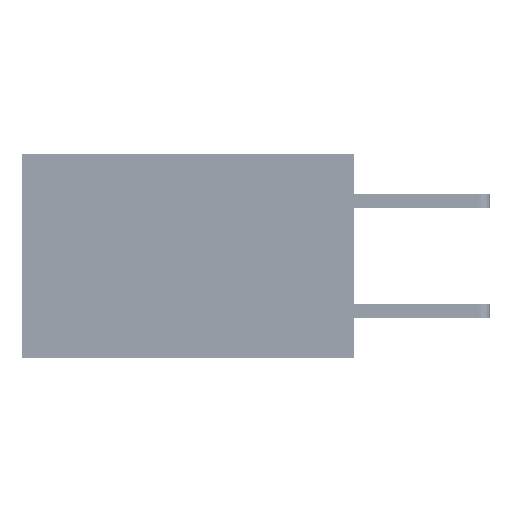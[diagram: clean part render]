
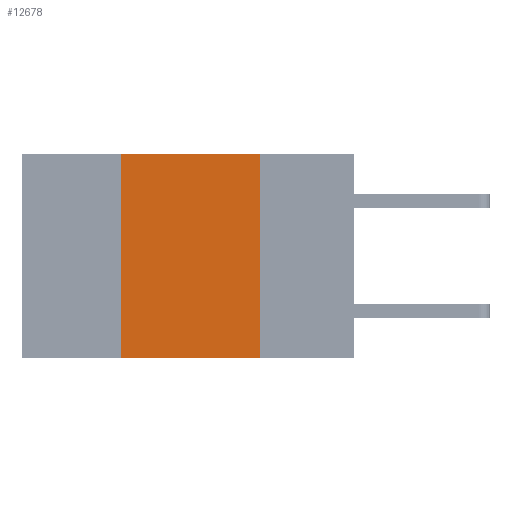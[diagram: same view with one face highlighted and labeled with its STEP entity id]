
A CAD part, left-side view. The second image highlights one B-rep face of the part: STEP entity #12678.
In plain terms, the highlighted planar face has unit normal (-1, 0, 0).
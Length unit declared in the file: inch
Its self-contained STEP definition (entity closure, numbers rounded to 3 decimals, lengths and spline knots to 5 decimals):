
#1519 = LINE ( 'NONE', #33164, #23012 ) ;
#1797 = ORIENTED_EDGE ( 'NONE', *, *, #9077, .F. ) ;
#5854 = VECTOR ( 'NONE', #25704, 39.37008 ) ;
#6619 = ORIENTED_EDGE ( 'NONE', *, *, #37683, .T. ) ;
#6721 = CARTESIAN_POINT ( 'NONE',  ( 0., 0.42, -0.37 ) ) ;
#7070 = EDGE_LOOP ( 'NONE', ( #27399, #15000, #1797, #6619 ) ) ;
#7612 = CARTESIAN_POINT ( 'NONE',  ( 0., 0.42, 0. ) ) ;
#7886 = VERTEX_POINT ( 'NONE', #8054 ) ;
#8054 = CARTESIAN_POINT ( 'NONE',  ( 0., 0.17, 0. ) ) ;
#8994 = VERTEX_POINT ( 'NONE', #6721 ) ;
#9077 = EDGE_CURVE ( 'NONE', #8994, #34930, #26287, .T. ) ;
#11124 = PLANE ( 'NONE',  #26650 ) ;
#12678 = ADVANCED_FACE ( 'NONE', ( #27594 ), #11124, .F. ) ;
#12795 = LINE ( 'NONE', #15954, #5854 ) ;
#14592 = DIRECTION ( 'NONE',  ( 1., 0., 0. ) ) ;
#15000 = ORIENTED_EDGE ( 'NONE', *, *, #16130, .F. ) ;
#15954 = CARTESIAN_POINT ( 'NONE',  ( 0., 0.6, 0. ) ) ;
#16130 = EDGE_CURVE ( 'NONE', #34930, #7886, #12795, .T. ) ;
#16876 = LINE ( 'NONE', #40776, #17343 ) ;
#17343 = VECTOR ( 'NONE', #31397, 39.37008 ) ;
#18787 = VECTOR ( 'NONE', #29324, 39.37008 ) ;
#19408 = CARTESIAN_POINT ( 'NONE',  ( 0., 0.42, 0. ) ) ;
#20597 = VERTEX_POINT ( 'NONE', #38475 ) ;
#23012 = VECTOR ( 'NONE', #33030, 39.37008 ) ;
#25704 = DIRECTION ( 'NONE',  ( 0., -1., 0. ) ) ;
#26287 = LINE ( 'NONE', #19408, #18787 ) ;
#26650 = AXIS2_PLACEMENT_3D ( 'NONE', #33465, #14592, #33871 ) ;
#27399 = ORIENTED_EDGE ( 'NONE', *, *, #29937, .F. ) ;
#27594 = FACE_OUTER_BOUND ( 'NONE', #7070, .T. ) ;
#29324 = DIRECTION ( 'NONE',  ( 0., 0., 1. ) ) ;
#29937 = EDGE_CURVE ( 'NONE', #7886, #20597, #16876, .T. ) ;
#31397 = DIRECTION ( 'NONE',  ( 0., 0., -1. ) ) ;
#33030 = DIRECTION ( 'NONE',  ( 0., -1., 0. ) ) ;
#33164 = CARTESIAN_POINT ( 'NONE',  ( 0., 0.6, -0.37 ) ) ;
#33465 = CARTESIAN_POINT ( 'NONE',  ( 0., 0.6, 0. ) ) ;
#33871 = DIRECTION ( 'NONE',  ( 0., 0., -1. ) ) ;
#34930 = VERTEX_POINT ( 'NONE', #7612 ) ;
#37683 = EDGE_CURVE ( 'NONE', #8994, #20597, #1519, .T. ) ;
#38475 = CARTESIAN_POINT ( 'NONE',  ( 0., 0.17, -0.37 ) ) ;
#40776 = CARTESIAN_POINT ( 'NONE',  ( 0., 0.17, 0. ) ) ;
